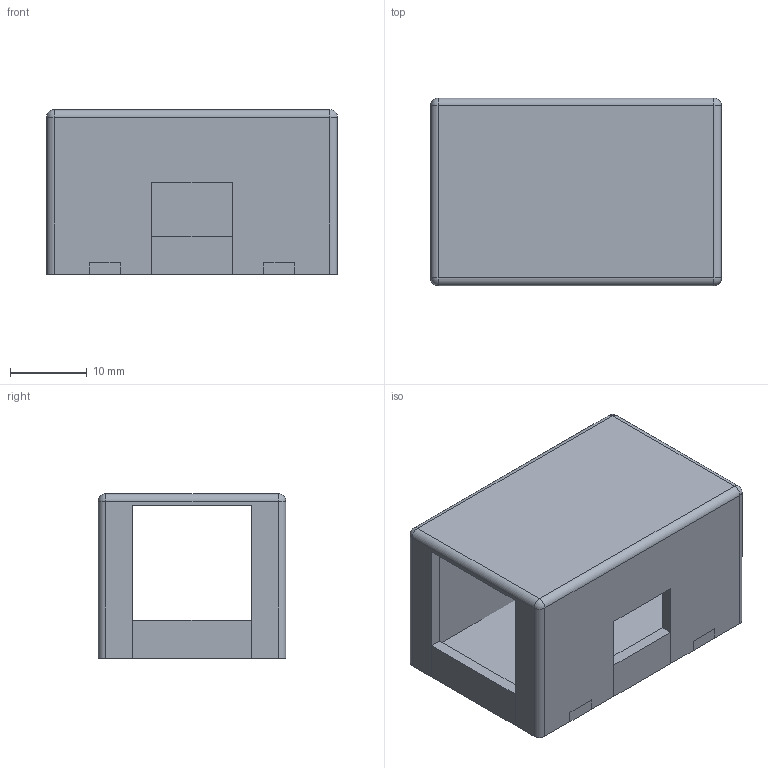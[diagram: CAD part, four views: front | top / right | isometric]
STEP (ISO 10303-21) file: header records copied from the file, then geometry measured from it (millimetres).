
FILE_DESCRIPTION(/* description */ (''),/* implementation_level */ '2;1');
FILE_NAME(/* name */ 'Temperature Node v4.step',/* time_stamp */ '2026-02-01T14:12:14-08:00',/* author */ (''),/* organization */ (''),/* preprocessor_version */ 'ST-DEVELOPER v20.1',/* originating_system */ 'Autodesk Translation Framework v14.21.0.0',/* authorisation */ '');
FILE_SCHEMA (('AUTOMOTIVE_DESIGN { 1 0 10303 214 3 1 1 }'));
Length unit declared in the file: millimetre
Products named in the file (3): Temperature Node; Lid; Base
Assembly tree (2 placements, depth 2):
  Temperature Node
    Lid
    Base
Bounding box: 38 x 24.5 x 21.5 mm (x, y, z)
Volume: 5242.9 mm3; surface area: 7552 mm2
Topology: 2 solids, 2 shells, 90 faces, 240 edges, 154 vertices
Faces by surface type: plane 78, cylinder 8, sphere 4
Entity records: 2821 total; most frequent: CARTESIAN_POINT 489, ORIENTED_EDGE 480, DIRECTION 446, EDGE_CURVE 240, LINE 224, VECTOR 224, VERTEX_POINT 154, AXIS2_PLACEMENT_3D 111
